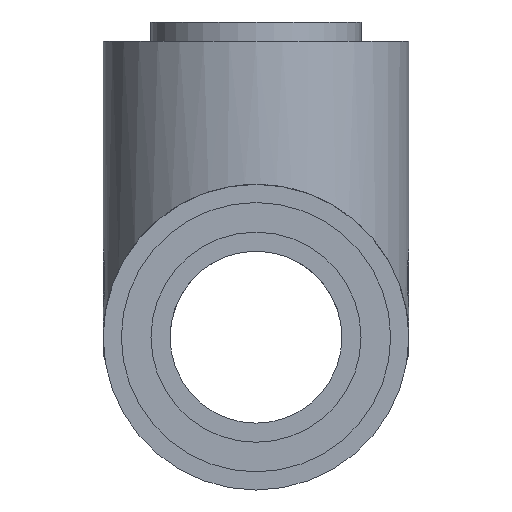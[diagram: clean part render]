
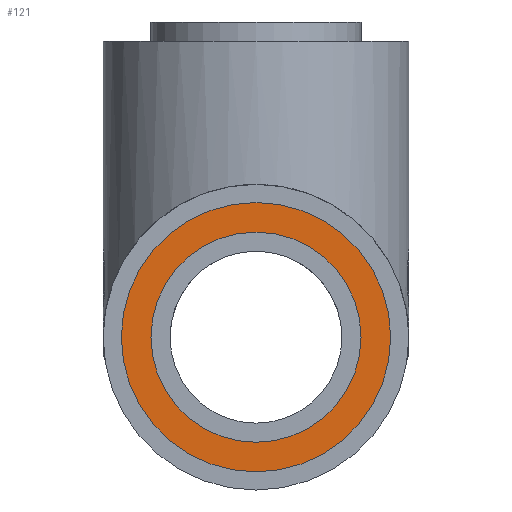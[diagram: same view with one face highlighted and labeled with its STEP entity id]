
A CAD part, left-side view. The second image highlights one B-rep face of the part: STEP entity #121.
In plain terms, the highlighted planar face has unit normal (-1, 0, 0).
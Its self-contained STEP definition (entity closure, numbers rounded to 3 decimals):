
#121 = ADVANCED_FACE( '', ( #289, #290 ), #291, .F. );
#289 = FACE_OUTER_BOUND( '', #506, .T. );
#290 = FACE_BOUND( '', #507, .T. );
#291 = PLANE( '', #508 );
#506 = EDGE_LOOP( '', ( #808 ) );
#507 = EDGE_LOOP( '', ( #809 ) );
#508 = AXIS2_PLACEMENT_3D( '', #810, #811, #812 );
#808 = ORIENTED_EDGE( '', *, *, #1154, .F. );
#809 = ORIENTED_EDGE( '', *, *, #1216, .T. );
#810 = CARTESIAN_POINT( '', ( -82., 0., 55. ) );
#811 = DIRECTION( '', ( 1., 0., 0. ) );
#812 = DIRECTION( '', ( 0., 0., -1. ) );
#1154 = EDGE_CURVE( '', #1349, #1349, #1350, .T. );
#1216 = EDGE_CURVE( '', #1450, #1450, #1451, .T. );
#1349 = VERTEX_POINT( '', #1619 );
#1350 = CIRCLE( '', #1620, 70.5 );
#1450 = VERTEX_POINT( '', #2138 );
#1451 = CIRCLE( '', #2139, 55. );
#1619 = CARTESIAN_POINT( '', ( -82., 0., -70.5 ) );
#1620 = AXIS2_PLACEMENT_3D( '', #2477, #2478, #2479 );
#2138 = CARTESIAN_POINT( '', ( -82., 0., -55. ) );
#2139 = AXIS2_PLACEMENT_3D( '', #2535, #2536, #2537 );
#2477 = CARTESIAN_POINT( '', ( -82., 0., 0. ) );
#2478 = DIRECTION( '', ( 1., 0., 0. ) );
#2479 = DIRECTION( '', ( 0., 0., -1. ) );
#2535 = CARTESIAN_POINT( '', ( -82., 0., 0. ) );
#2536 = DIRECTION( '', ( 1., 0., 0. ) );
#2537 = DIRECTION( '', ( 0., 0., -1. ) );
